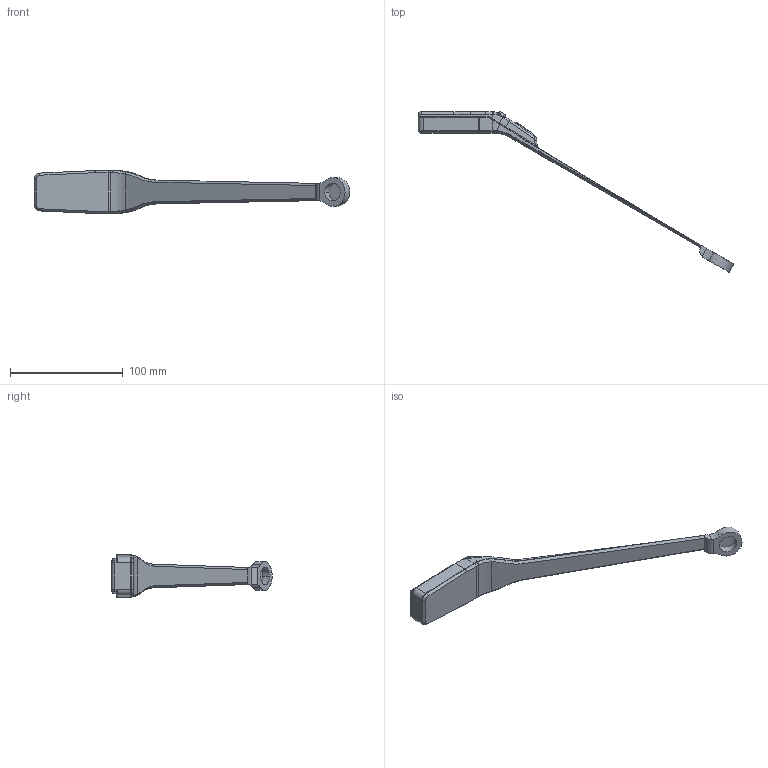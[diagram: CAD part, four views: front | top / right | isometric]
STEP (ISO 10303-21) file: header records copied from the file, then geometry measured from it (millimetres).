
FILE_DESCRIPTION (( 'STEP AP203' ), '1' );
FILE_NAME ('Newconceptv4.STEP', '2015-03-03T03:25:57', ( '' ), ( '' ), 'SwSTEP 2.0', 'SolidWorks 2014', '' );
FILE_SCHEMA (( 'CONFIG_CONTROL_DESIGN' ));
Length unit declared in the file: inch
Products named in the file (1): Newconceptv4
Bounding box: 280.09 x 142.53 x 38.1 mm (x, y, z)
Volume: 54401.7 mm3; surface area: 34406.3 mm2
Topology: 3 solids, 3 shells, 439 faces, 1123 edges, 698 vertices
Faces by surface type: plane 166, cylinder 121, bspline 107, torus 31, cone 10, sphere 4
Entity records: 16993 total; most frequent: CARTESIAN_POINT 7237, ORIENTED_EDGE 2232, DIRECTION 1737, EDGE_CURVE 1116, VERTEX_POINT 698, AXIS2_PLACEMENT_3D 610, VECTOR 517, LINE 517
